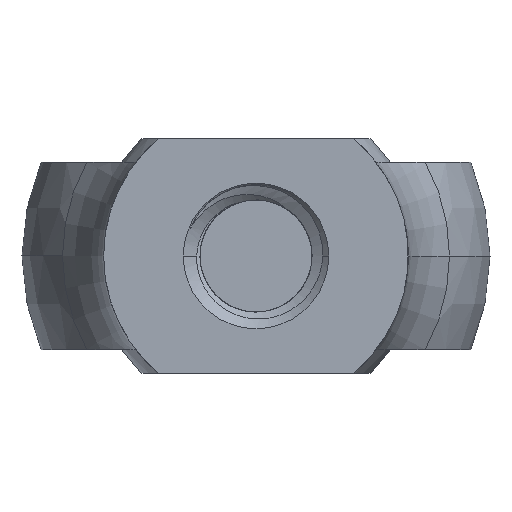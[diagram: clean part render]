
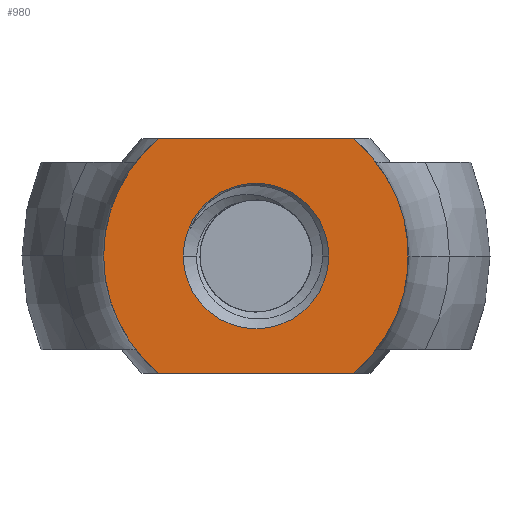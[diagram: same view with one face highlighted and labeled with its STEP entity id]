
A CAD part, front view. The second image highlights one B-rep face of the part: STEP entity #980.
In plain terms, the highlighted planar face has unit normal (0, -1, 0).
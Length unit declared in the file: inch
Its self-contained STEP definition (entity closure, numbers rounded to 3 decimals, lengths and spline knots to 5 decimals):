
#55 = CARTESIAN_POINT ( 'NONE',  ( 0.203, -0.5, 0. ) ) ;
#79 = EDGE_LOOP ( 'NONE', ( #1369, #2810 ) ) ;
#201 = VERTEX_POINT ( 'NONE', #454 ) ;
#225 = AXIS2_PLACEMENT_3D ( 'NONE', #1835, #4431, #4083 ) ;
#405 = CARTESIAN_POINT ( 'NONE',  ( 0., -0.5, 0. ) ) ;
#454 = CARTESIAN_POINT ( 'NONE',  ( -0.203, -0.5, 0. ) ) ;
#457 = CARTESIAN_POINT ( 'NONE',  ( 0.097, -0.5, 0. ) ) ;
#462 = DIRECTION ( 'NONE',  ( 0., 1., 0. ) ) ;
#585 = DIRECTION ( 'NONE',  ( -1., 0., 0. ) ) ;
#609 = EDGE_LOOP ( 'NONE', ( #4279, #1094, #3256, #1622, #2570 ) ) ;
#616 = EDGE_CURVE ( 'NONE', #3888, #3199, #2492, .T. ) ;
#631 = CARTESIAN_POINT ( 'NONE',  ( 0.1299, -0.5, -0.156 ) ) ;
#700 = LINE ( 'NONE', #3207, #2273 ) ;
#937 = EDGE_CURVE ( 'NONE', #3888, #1803, #3798, .T. ) ;
#961 = DIRECTION ( 'NONE',  ( 1., 0., 0. ) ) ;
#980 = ADVANCED_FACE ( 'NONE', ( #1396, #2642 ), #4804, .F. ) ;
#1062 = AXIS2_PLACEMENT_3D ( 'NONE', #405, #3054, #3417 ) ;
#1094 = ORIENTED_EDGE ( 'NONE', *, *, #937, .F. ) ;
#1220 = AXIS2_PLACEMENT_3D ( 'NONE', #3462, #3477, #3101 ) ;
#1369 = ORIENTED_EDGE ( 'NONE', *, *, #2225, .F. ) ;
#1396 = FACE_BOUND ( 'NONE', #79, .T. ) ;
#1477 = EDGE_CURVE ( 'NONE', #201, #3199, #3746, .T. ) ;
#1506 = VERTEX_POINT ( 'NONE', #3815 ) ;
#1567 = DIRECTION ( 'NONE',  ( 0., 1., 0. ) ) ;
#1584 = CARTESIAN_POINT ( 'NONE',  ( 0., -0.5, 0. ) ) ;
#1595 = DIRECTION ( 'NONE',  ( -1., 0., 0. ) ) ;
#1622 = ORIENTED_EDGE ( 'NONE', *, *, #1477, .F. ) ;
#1803 = VERTEX_POINT ( 'NONE', #631 ) ;
#1835 = CARTESIAN_POINT ( 'NONE',  ( 0., -0.5, 0. ) ) ;
#1948 = DIRECTION ( 'NONE',  ( -1., 0., 0. ) ) ;
#1961 = DIRECTION ( 'NONE',  ( 0., 1., 0. ) ) ;
#2119 = EDGE_CURVE ( 'NONE', #1506, #4175, #4594, .T. ) ;
#2225 = EDGE_CURVE ( 'NONE', #4175, #1506, #2520, .T. ) ;
#2273 = VECTOR ( 'NONE', #961, 39.37008 ) ;
#2467 = EDGE_CURVE ( 'NONE', #3897, #1803, #700, .T. ) ;
#2492 = LINE ( 'NONE', #4667, #3662 ) ;
#2505 = CIRCLE ( 'NONE', #3544, 0.203 ) ;
#2520 = CIRCLE ( 'NONE', #1220, 0.097 ) ;
#2570 = ORIENTED_EDGE ( 'NONE', *, *, #4143, .F. ) ;
#2602 = AXIS2_PLACEMENT_3D ( 'NONE', #55, #462, #1595 ) ;
#2642 = FACE_OUTER_BOUND ( 'NONE', #609, .T. ) ;
#2729 = DIRECTION ( 'NONE',  ( -1., 0., 0. ) ) ;
#2810 = ORIENTED_EDGE ( 'NONE', *, *, #2119, .F. ) ;
#2955 = CARTESIAN_POINT ( 'NONE',  ( 0.1299, -0.5, 0.156 ) ) ;
#2986 = CARTESIAN_POINT ( 'NONE',  ( -0.1299, -0.5, -0.156 ) ) ;
#3054 = DIRECTION ( 'NONE',  ( 0., -1., 0. ) ) ;
#3101 = DIRECTION ( 'NONE',  ( 1., 0., 0. ) ) ;
#3164 = CARTESIAN_POINT ( 'NONE',  ( -0.1299, -0.5, 0.156 ) ) ;
#3199 = VERTEX_POINT ( 'NONE', #3164 ) ;
#3207 = CARTESIAN_POINT ( 'NONE',  ( -0.156, -0.5, -0.156 ) ) ;
#3256 = ORIENTED_EDGE ( 'NONE', *, *, #616, .T. ) ;
#3417 = DIRECTION ( 'NONE',  ( 1., 0., 0. ) ) ;
#3462 = CARTESIAN_POINT ( 'NONE',  ( 0., -0.5, 0. ) ) ;
#3477 = DIRECTION ( 'NONE',  ( 0., -1., 0. ) ) ;
#3544 = AXIS2_PLACEMENT_3D ( 'NONE', #3825, #1961, #2729 ) ;
#3662 = VECTOR ( 'NONE', #585, 39.37008 ) ;
#3746 = CIRCLE ( 'NONE', #4395, 0.203 ) ;
#3798 = CIRCLE ( 'NONE', #225, 0.203 ) ;
#3815 = CARTESIAN_POINT ( 'NONE',  ( -0.097, -0.5, 0. ) ) ;
#3825 = CARTESIAN_POINT ( 'NONE',  ( 0., -0.5, 0. ) ) ;
#3888 = VERTEX_POINT ( 'NONE', #2955 ) ;
#3897 = VERTEX_POINT ( 'NONE', #2986 ) ;
#4083 = DIRECTION ( 'NONE',  ( -1., 0., 0. ) ) ;
#4143 = EDGE_CURVE ( 'NONE', #3897, #201, #2505, .T. ) ;
#4175 = VERTEX_POINT ( 'NONE', #457 ) ;
#4279 = ORIENTED_EDGE ( 'NONE', *, *, #2467, .T. ) ;
#4395 = AXIS2_PLACEMENT_3D ( 'NONE', #1584, #1567, #1948 ) ;
#4431 = DIRECTION ( 'NONE',  ( 0., 1., 0. ) ) ;
#4594 = CIRCLE ( 'NONE', #1062, 0.097 ) ;
#4667 = CARTESIAN_POINT ( 'NONE',  ( -0.156, -0.5, 0.156 ) ) ;
#4804 = PLANE ( 'NONE',  #2602 ) ;
